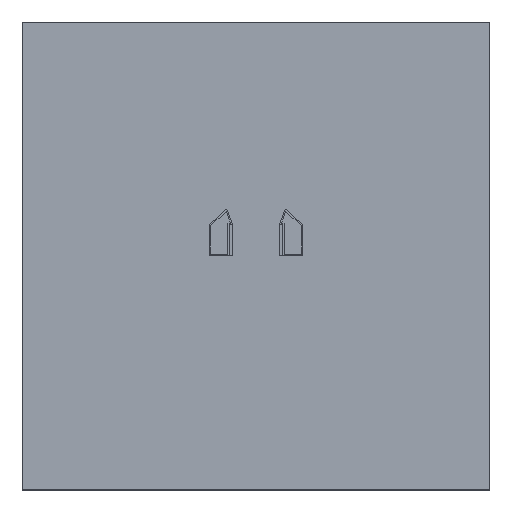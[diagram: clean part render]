
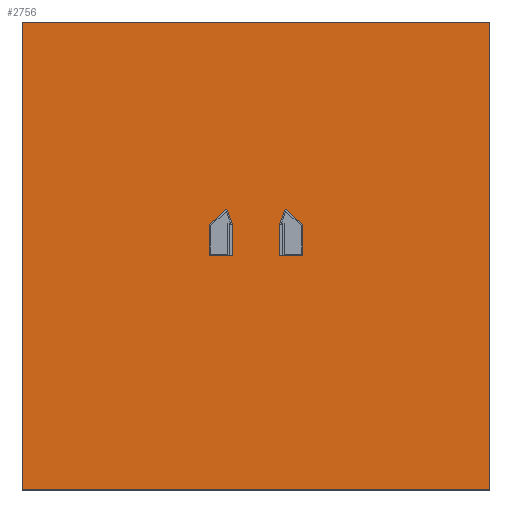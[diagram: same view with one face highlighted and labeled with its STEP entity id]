
A CAD part, top view. The second image highlights one B-rep face of the part: STEP entity #2756.
In plain terms, the highlighted planar face has unit normal (0, 0, 1).
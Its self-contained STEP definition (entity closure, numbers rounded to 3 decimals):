
#12 = ORIENTED_EDGE ( 'NONE', *, *, #4231, .T. ) ;
#46 = CARTESIAN_POINT ( 'NONE',  ( 0., -212.122, 0. ) ) ;
#96 = VECTOR ( 'NONE', #4330, 1000. ) ;
#195 = LINE ( 'NONE', #1437, #6821 ) ;
#211 = EDGE_CURVE ( 'NONE', #1621, #1955, #654, .T. ) ;
#214 = LINE ( 'NONE', #5706, #6602 ) ;
#296 = VERTEX_POINT ( 'NONE', #577 ) ;
#305 = DIRECTION ( 'NONE',  ( -0.751, 0.661, 0. ) ) ;
#329 = CARTESIAN_POINT ( 'NONE',  ( -186.397, 300., 0. ) ) ;
#331 = ORIENTED_EDGE ( 'NONE', *, *, #4253, .T. ) ;
#420 = DIRECTION ( 'NONE',  ( 0., 1., 0. ) ) ;
#421 = EDGE_CURVE ( 'NONE', #6207, #3589, #3150, .T. ) ;
#449 = VERTEX_POINT ( 'NONE', #6419 ) ;
#452 = CARTESIAN_POINT ( 'NONE',  ( -300., 200., 0. ) ) ;
#471 = CARTESIAN_POINT ( 'NONE',  ( 186.397, 300., 0. ) ) ;
#577 = CARTESIAN_POINT ( 'NONE',  ( 300., 0., 0. ) ) ;
#578 = VERTEX_POINT ( 'NONE', #3293 ) ;
#642 = DIRECTION ( 'NONE',  ( 0., 0., -1. ) ) ;
#654 = LINE ( 'NONE', #46, #1256 ) ;
#723 = VERTEX_POINT ( 'NONE', #2454 ) ;
#740 = DIRECTION ( 'NONE',  ( 0., -1., 0. ) ) ;
#767 = VERTEX_POINT ( 'NONE', #7050 ) ;
#877 = CARTESIAN_POINT ( 'NONE',  ( -1500., 1500., 0. ) ) ;
#910 = VECTOR ( 'NONE', #305, 1000. ) ;
#976 = LINE ( 'NONE', #2237, #2174 ) ;
#1035 = VECTOR ( 'NONE', #6308, 1000. ) ;
#1037 = DIRECTION ( 'NONE',  ( -1., 0., 0. ) ) ;
#1187 = ORIENTED_EDGE ( 'NONE', *, *, #421, .F. ) ;
#1192 = ORIENTED_EDGE ( 'NONE', *, *, #211, .T. ) ;
#1256 = VECTOR ( 'NONE', #4034, 1000. ) ;
#1339 = DIRECTION ( 'NONE',  ( -1., 0., 0. ) ) ;
#1403 = ORIENTED_EDGE ( 'NONE', *, *, #2985, .T. ) ;
#1437 = CARTESIAN_POINT ( 'NONE',  ( -1500., -1500., 0. ) ) ;
#1439 = LINE ( 'NONE', #2593, #910 ) ;
#1495 = VECTOR ( 'NONE', #420, 1000. ) ;
#1517 = ORIENTED_EDGE ( 'NONE', *, *, #4103, .T. ) ;
#1621 = VERTEX_POINT ( 'NONE', #329 ) ;
#1718 = VECTOR ( 'NONE', #7094, 1000. ) ;
#1955 = VERTEX_POINT ( 'NONE', #2035 ) ;
#2035 = CARTESIAN_POINT ( 'NONE',  ( -150., 200., 0. ) ) ;
#2063 = CARTESIAN_POINT ( 'NONE',  ( 150., 0., 0. ) ) ;
#2129 = ORIENTED_EDGE ( 'NONE', *, *, #2644, .T. ) ;
#2174 = VECTOR ( 'NONE', #3796, 1000. ) ;
#2200 = VERTEX_POINT ( 'NONE', #471 ) ;
#2237 = CARTESIAN_POINT ( 'NONE',  ( -1500., 1500., 0. ) ) ;
#2273 = CARTESIAN_POINT ( 'NONE',  ( -1500., -1500., 0. ) ) ;
#2454 = CARTESIAN_POINT ( 'NONE',  ( 300., 200., 0. ) ) ;
#2524 = CARTESIAN_POINT ( 'NONE',  ( 150., 200., 0. ) ) ;
#2528 = VECTOR ( 'NONE', #740, 1000. ) ;
#2545 = CARTESIAN_POINT ( 'NONE',  ( -150., 0., 0. ) ) ;
#2593 = CARTESIAN_POINT ( 'NONE',  ( 0., 464.078, 0. ) ) ;
#2596 = EDGE_LOOP ( 'NONE', ( #6892, #6872, #12, #6019, #1187 ) ) ;
#2644 = EDGE_CURVE ( 'NONE', #1955, #4797, #3993, .T. ) ;
#2756 = ADVANCED_FACE ( 'NONE', ( #6667, #3907, #3507 ), #6121, .F. ) ;
#2780 = CARTESIAN_POINT ( 'NONE',  ( 0., -212.122, 0. ) ) ;
#2809 = VECTOR ( 'NONE', #6696, 1000. ) ;
#2856 = CARTESIAN_POINT ( 'NONE',  ( -150., 200., 0. ) ) ;
#2886 = LINE ( 'NONE', #4488, #5784 ) ;
#2985 = EDGE_CURVE ( 'NONE', #4797, #3568, #4964, .T. ) ;
#3015 = VERTEX_POINT ( 'NONE', #452 ) ;
#3052 = CARTESIAN_POINT ( 'NONE',  ( 0., 0., 0. ) ) ;
#3150 = LINE ( 'NONE', #5295, #96 ) ;
#3244 = EDGE_CURVE ( 'NONE', #449, #767, #195, .T. ) ;
#3293 = CARTESIAN_POINT ( 'NONE',  ( 1500., 1500., 0. ) ) ;
#3397 = DIRECTION ( 'NONE',  ( 0., 1., 0. ) ) ;
#3500 = DIRECTION ( 'NONE',  ( -1., 0., 0. ) ) ;
#3507 = FACE_BOUND ( 'NONE', #7053, .T. ) ;
#3568 = VERTEX_POINT ( 'NONE', #5409 ) ;
#3589 = VERTEX_POINT ( 'NONE', #2063 ) ;
#3796 = DIRECTION ( 'NONE',  ( -1., 0., 0. ) ) ;
#3907 = FACE_BOUND ( 'NONE', #2596, .T. ) ;
#3982 = VECTOR ( 'NONE', #1037, 1000. ) ;
#3993 = LINE ( 'NONE', #2856, #2809 ) ;
#4029 = DIRECTION ( 'NONE',  ( 0., 1., 0. ) ) ;
#4034 = DIRECTION ( 'NONE',  ( 0.342, -0.94, 0. ) ) ;
#4103 = EDGE_CURVE ( 'NONE', #578, #4814, #976, .T. ) ;
#4107 = LINE ( 'NONE', #5230, #1035 ) ;
#4148 = EDGE_CURVE ( 'NONE', #767, #4814, #4424, .T. ) ;
#4152 = EDGE_CURVE ( 'NONE', #6207, #2200, #7127, .T. ) ;
#4231 = EDGE_CURVE ( 'NONE', #723, #296, #5072, .T. ) ;
#4253 = EDGE_CURVE ( 'NONE', #3568, #3015, #2886, .T. ) ;
#4330 = DIRECTION ( 'NONE',  ( 0., -1., 0. ) ) ;
#4341 = EDGE_CURVE ( 'NONE', #723, #2200, #1439, .T. ) ;
#4424 = LINE ( 'NONE', #7159, #1495 ) ;
#4474 = ORIENTED_EDGE ( 'NONE', *, *, #5248, .F. ) ;
#4488 = CARTESIAN_POINT ( 'NONE',  ( -300., 0., 0. ) ) ;
#4725 = LINE ( 'NONE', #3052, #5560 ) ;
#4797 = VERTEX_POINT ( 'NONE', #2545 ) ;
#4814 = VERTEX_POINT ( 'NONE', #877 ) ;
#4964 = LINE ( 'NONE', #5398, #3982 ) ;
#5034 = EDGE_LOOP ( 'NONE', ( #1517, #7111, #5177, #6655 ) ) ;
#5072 = LINE ( 'NONE', #5648, #2528 ) ;
#5132 = EDGE_CURVE ( 'NONE', #296, #3589, #4725, .T. ) ;
#5177 = ORIENTED_EDGE ( 'NONE', *, *, #3244, .F. ) ;
#5230 = CARTESIAN_POINT ( 'NONE',  ( 0., 464.078, 0. ) ) ;
#5248 = EDGE_CURVE ( 'NONE', #1621, #3015, #4107, .T. ) ;
#5295 = CARTESIAN_POINT ( 'NONE',  ( 150., 200., 0. ) ) ;
#5398 = CARTESIAN_POINT ( 'NONE',  ( 0., 0., 0. ) ) ;
#5409 = CARTESIAN_POINT ( 'NONE',  ( -300., 0., 0. ) ) ;
#5560 = VECTOR ( 'NONE', #1339, 1000. ) ;
#5632 = EDGE_CURVE ( 'NONE', #449, #578, #214, .T. ) ;
#5648 = CARTESIAN_POINT ( 'NONE',  ( 300., 0., 0. ) ) ;
#5706 = CARTESIAN_POINT ( 'NONE',  ( 1500., -1500., 0. ) ) ;
#5729 = DIRECTION ( 'NONE',  ( -1., 0., 0. ) ) ;
#5784 = VECTOR ( 'NONE', #3397, 1000. ) ;
#5843 = AXIS2_PLACEMENT_3D ( 'NONE', #2273, #642, #5729 ) ;
#6019 = ORIENTED_EDGE ( 'NONE', *, *, #5132, .T. ) ;
#6121 = PLANE ( 'NONE',  #5843 ) ;
#6207 = VERTEX_POINT ( 'NONE', #2524 ) ;
#6308 = DIRECTION ( 'NONE',  ( -0.751, -0.661, 0. ) ) ;
#6419 = CARTESIAN_POINT ( 'NONE',  ( 1500., -1500., 0. ) ) ;
#6602 = VECTOR ( 'NONE', #4029, 1000. ) ;
#6655 = ORIENTED_EDGE ( 'NONE', *, *, #5632, .T. ) ;
#6667 = FACE_OUTER_BOUND ( 'NONE', #5034, .T. ) ;
#6696 = DIRECTION ( 'NONE',  ( 0., -1., 0. ) ) ;
#6821 = VECTOR ( 'NONE', #3500, 1000. ) ;
#6872 = ORIENTED_EDGE ( 'NONE', *, *, #4341, .F. ) ;
#6892 = ORIENTED_EDGE ( 'NONE', *, *, #4152, .T. ) ;
#7050 = CARTESIAN_POINT ( 'NONE',  ( -1500., -1500., 0. ) ) ;
#7053 = EDGE_LOOP ( 'NONE', ( #1403, #331, #4474, #1192, #2129 ) ) ;
#7094 = DIRECTION ( 'NONE',  ( 0.342, 0.94, 0. ) ) ;
#7111 = ORIENTED_EDGE ( 'NONE', *, *, #4148, .F. ) ;
#7127 = LINE ( 'NONE', #2780, #1718 ) ;
#7159 = CARTESIAN_POINT ( 'NONE',  ( -1500., -1500., 0. ) ) ;
